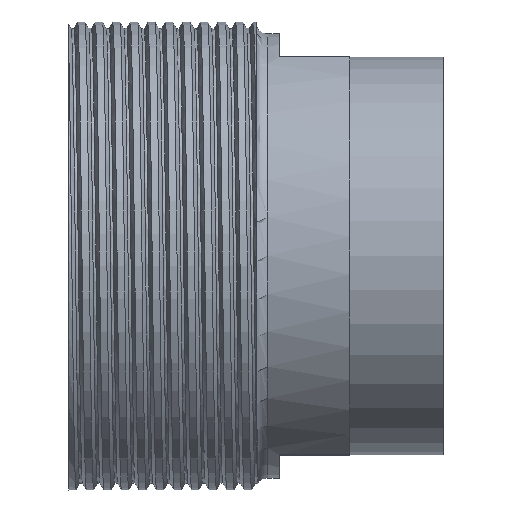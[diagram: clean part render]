
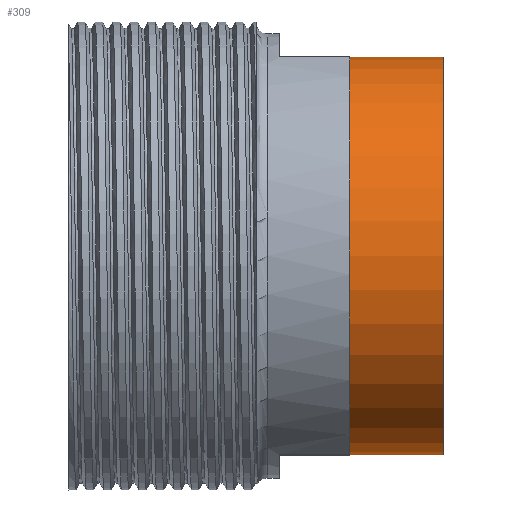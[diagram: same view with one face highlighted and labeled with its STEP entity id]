
A CAD part, top view. The second image highlights one B-rep face of the part: STEP entity #309.
In plain terms, the highlighted cylindrical face has radius 17 mm (diameter 34 mm), a partial arc.
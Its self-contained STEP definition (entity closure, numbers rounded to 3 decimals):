
#10 = DIRECTION ( 'NONE',  ( 0., -1., 0. ) ) ;
#26 = VECTOR ( 'NONE', #1727, 1000. ) ;
#95 = DIRECTION ( 'NONE',  ( -1., 0., 0. ) ) ;
#188 = AXIS2_PLACEMENT_3D ( 'NONE', #398, #1176, #355 ) ;
#297 = VECTOR ( 'NONE', #2319, 1000. ) ;
#309 = ADVANCED_FACE ( 'NONE', ( #922 ), #1633, .T. ) ;
#355 = DIRECTION ( 'NONE',  ( 0., -1., 0. ) ) ;
#398 = CARTESIAN_POINT ( 'NONE',  ( -10.65, 0., 0. ) ) ;
#401 = CARTESIAN_POINT ( 'NONE',  ( 16.147, 17., 0. ) ) ;
#573 = DIRECTION ( 'NONE',  ( 0., -1., 0. ) ) ;
#761 = ORIENTED_EDGE ( 'NONE', *, *, #1673, .F. ) ;
#922 = FACE_OUTER_BOUND ( 'NONE', #2016, .T. ) ;
#996 = VERTEX_POINT ( 'NONE', #1246 ) ;
#1002 = VERTEX_POINT ( 'NONE', #2039 ) ;
#1053 = AXIS2_PLACEMENT_3D ( 'NONE', #1614, #95, #573 ) ;
#1122 = ORIENTED_EDGE ( 'NONE', *, *, #1457, .T. ) ;
#1176 = DIRECTION ( 'NONE',  ( -1., 0., 0. ) ) ;
#1246 = CARTESIAN_POINT ( 'NONE',  ( 8.147, -17., 0. ) ) ;
#1295 = EDGE_CURVE ( 'NONE', #1002, #2149, #3111, .T. ) ;
#1457 = EDGE_CURVE ( 'NONE', #2149, #2741, #2202, .T. ) ;
#1533 = CIRCLE ( 'NONE', #3059, 17. ) ;
#1614 = CARTESIAN_POINT ( 'NONE',  ( 16.147, 0., 0. ) ) ;
#1627 = CARTESIAN_POINT ( 'NONE',  ( 8.147, 17., 0. ) ) ;
#1633 = CYLINDRICAL_SURFACE ( 'NONE', #188, 17. ) ;
#1673 = EDGE_CURVE ( 'NONE', #996, #2741, #1533, .T. ) ;
#1727 = DIRECTION ( 'NONE',  ( -1., 0., 0. ) ) ;
#1763 = CARTESIAN_POINT ( 'NONE',  ( 8.147, 0., 0. ) ) ;
#1812 = ORIENTED_EDGE ( 'NONE', *, *, #2974, .F. ) ;
#1828 = CARTESIAN_POINT ( 'NONE',  ( -10.65, -17., 0. ) ) ;
#2016 = EDGE_LOOP ( 'NONE', ( #2765, #1122, #761, #1812 ) ) ;
#2039 = CARTESIAN_POINT ( 'NONE',  ( 16.147, -17., 0. ) ) ;
#2149 = VERTEX_POINT ( 'NONE', #401 ) ;
#2202 = LINE ( 'NONE', #3260, #26 ) ;
#2319 = DIRECTION ( 'NONE',  ( -1., 0., 0. ) ) ;
#2741 = VERTEX_POINT ( 'NONE', #1627 ) ;
#2765 = ORIENTED_EDGE ( 'NONE', *, *, #1295, .T. ) ;
#2974 = EDGE_CURVE ( 'NONE', #1002, #996, #3092, .T. ) ;
#3059 = AXIS2_PLACEMENT_3D ( 'NONE', #1763, #3329, #10 ) ;
#3092 = LINE ( 'NONE', #1828, #297 ) ;
#3111 = CIRCLE ( 'NONE', #1053, 17. ) ;
#3260 = CARTESIAN_POINT ( 'NONE',  ( -10.65, 17., 0. ) ) ;
#3329 = DIRECTION ( 'NONE',  ( -1., 0., 0. ) ) ;
